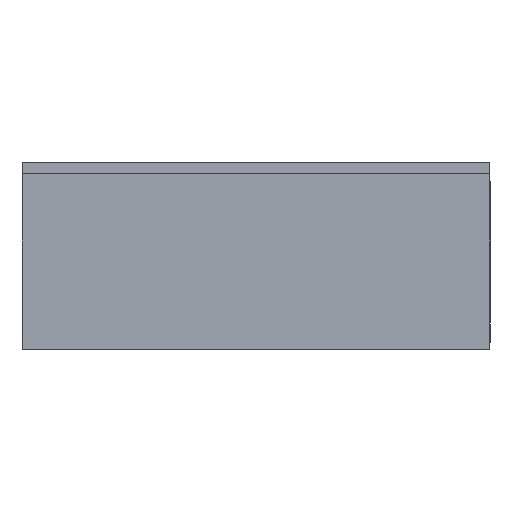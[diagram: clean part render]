
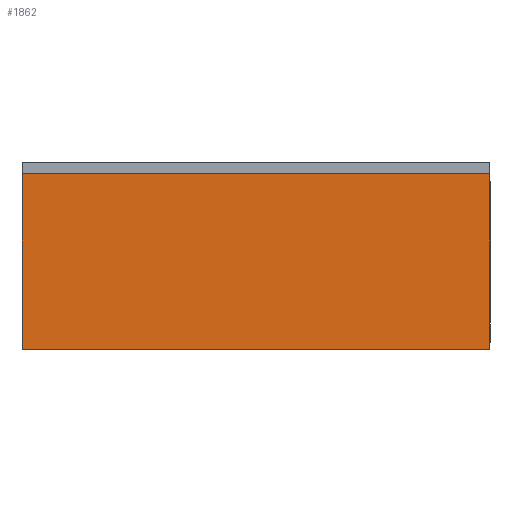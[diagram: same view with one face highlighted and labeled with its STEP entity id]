
A CAD part, left-side view. The second image highlights one B-rep face of the part: STEP entity #1862.
In plain terms, the highlighted planar face has unit normal (-1, 0, 0).
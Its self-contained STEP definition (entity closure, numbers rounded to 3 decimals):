
#193=ORIENTED_EDGE('',*,*,#743,.F.);
#194=ORIENTED_EDGE('',*,*,#744,.F.);
#195=ORIENTED_EDGE('',*,*,#745,.T.);
#196=ORIENTED_EDGE('',*,*,#746,.T.);
#743=EDGE_CURVE('',#1020,#1021,#1212,.T.);
#744=EDGE_CURVE('',#1022,#1020,#1213,.T.);
#745=EDGE_CURVE('',#1022,#1023,#1214,.T.);
#746=EDGE_CURVE('',#1023,#1021,#1215,.T.);
#1020=VERTEX_POINT('',#3041);
#1021=VERTEX_POINT('',#3042);
#1022=VERTEX_POINT('',#3044);
#1023=VERTEX_POINT('',#3046);
#1212=LINE('',#3040,#1369);
#1213=LINE('',#3043,#1370);
#1214=LINE('',#3045,#1371);
#1215=LINE('',#3047,#1372);
#1369=VECTOR('',#2684,1000.);
#1370=VECTOR('',#2685,1000.);
#1371=VECTOR('',#2686,1000.);
#1372=VECTOR('',#2687,1000.);
#1520=EDGE_LOOP('',(#193,#194,#195,#196));
#1643=FACE_BOUND('',#1520,.T.);
#1766=PLANE('',#2562);
#1862=ADVANCED_FACE('',(#1643),#1766,.T.);
#2562=AXIS2_PLACEMENT_3D('',#3039,#2682,#2683);
#2682=DIRECTION('',(-1.,0.,0.));
#2683=DIRECTION('',(0.,0.,1.));
#2684=DIRECTION('',(0.,0.,1.));
#2685=DIRECTION('',(0.,1.,0.));
#2686=DIRECTION('',(0.,0.,1.));
#2687=DIRECTION('',(0.,1.,0.));
#3039=CARTESIAN_POINT('',(-1.,-0.625,0.));
#3040=CARTESIAN_POINT('',(-1.,0.625,0.));
#3041=CARTESIAN_POINT('',(-1.,0.625,0.));
#3042=CARTESIAN_POINT('',(-1.,0.625,0.47));
#3043=CARTESIAN_POINT('',(-1.,-0.625,0.));
#3044=CARTESIAN_POINT('',(-1.,-0.625,0.));
#3045=CARTESIAN_POINT('',(-1.,-0.625,0.));
#3046=CARTESIAN_POINT('',(-1.,-0.625,0.47));
#3047=CARTESIAN_POINT('',(-1.,-0.625,0.47));
